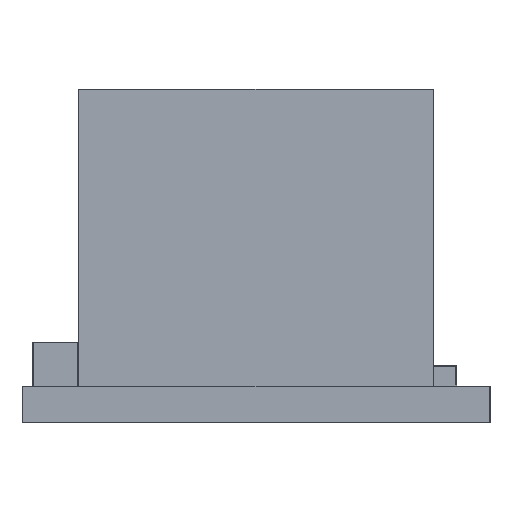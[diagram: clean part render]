
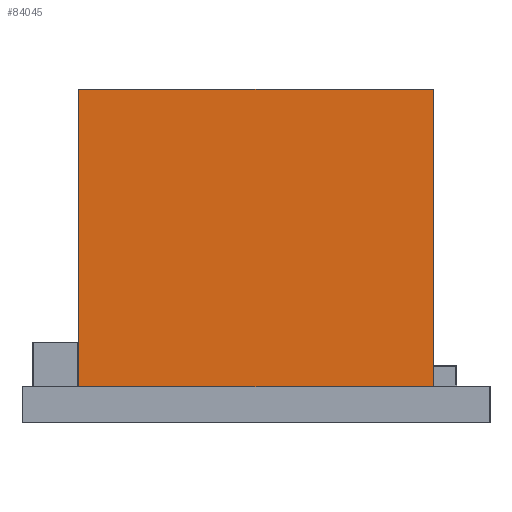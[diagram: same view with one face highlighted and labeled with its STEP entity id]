
A CAD part, left-side view. The second image highlights one B-rep face of the part: STEP entity #84045.
In plain terms, the highlighted planar face has unit normal (-1, 0, 0).
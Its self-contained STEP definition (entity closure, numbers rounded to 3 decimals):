
#84045 = ADVANCED_FACE('',(#84046),#84080,.F.);
#84046 = FACE_BOUND('',#84047,.F.);
#84047 = EDGE_LOOP('',(#84048,#84058,#84066,#84074));
#84048 = ORIENTED_EDGE('',*,*,#84049,.T.);
#84049 = EDGE_CURVE('',#84050,#84052,#84054,.T.);
#84050 = VERTEX_POINT('',#84051);
#84051 = CARTESIAN_POINT('',(-10.9,7.95,0.));
#84052 = VERTEX_POINT('',#84053);
#84053 = CARTESIAN_POINT('',(-10.9,7.95,13.35));
#84054 = LINE('',#84055,#84056);
#84055 = CARTESIAN_POINT('',(-10.9,7.95,0.));
#84056 = VECTOR('',#84057,1.);
#84057 = DIRECTION('',(0.,0.,1.));
#84058 = ORIENTED_EDGE('',*,*,#84059,.T.);
#84059 = EDGE_CURVE('',#84052,#84060,#84062,.T.);
#84060 = VERTEX_POINT('',#84061);
#84061 = CARTESIAN_POINT('',(-10.9,-7.95,13.35));
#84062 = LINE('',#84063,#84064);
#84063 = CARTESIAN_POINT('',(-10.9,7.95,13.35));
#84064 = VECTOR('',#84065,1.);
#84065 = DIRECTION('',(0.,-1.,0.));
#84066 = ORIENTED_EDGE('',*,*,#84067,.F.);
#84067 = EDGE_CURVE('',#84068,#84060,#84070,.T.);
#84068 = VERTEX_POINT('',#84069);
#84069 = CARTESIAN_POINT('',(-10.9,-7.95,0.));
#84070 = LINE('',#84071,#84072);
#84071 = CARTESIAN_POINT('',(-10.9,-7.95,0.));
#84072 = VECTOR('',#84073,1.);
#84073 = DIRECTION('',(0.,0.,1.));
#84074 = ORIENTED_EDGE('',*,*,#84075,.F.);
#84075 = EDGE_CURVE('',#84050,#84068,#84076,.T.);
#84076 = LINE('',#84077,#84078);
#84077 = CARTESIAN_POINT('',(-10.9,7.95,0.));
#84078 = VECTOR('',#84079,1.);
#84079 = DIRECTION('',(0.,-1.,0.));
#84080 = PLANE('',#84081);
#84081 = AXIS2_PLACEMENT_3D('',#84082,#84083,#84084);
#84082 = CARTESIAN_POINT('',(-10.9,7.95,0.));
#84083 = DIRECTION('',(1.,0.,0.));
#84084 = DIRECTION('',(0.,-1.,0.));
